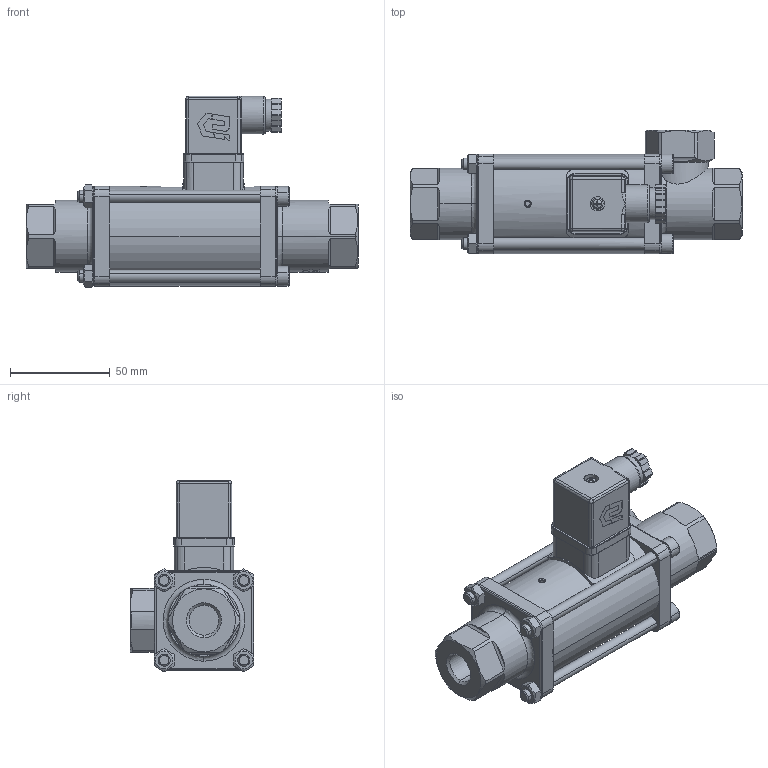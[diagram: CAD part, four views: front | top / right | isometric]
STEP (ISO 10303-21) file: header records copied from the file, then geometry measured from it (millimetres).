
FILE_DESCRIPTION(('HOOPS Exchange Step'),'2;1');
FILE_NAME('CV03-DN10-G38-NC.stp','2026-03-11T16:24:06+01:00',('nieru'),('Unknown organisation'),'HOOPS Exchange 2024.2','HOOPS Exchange','Unknown authorisation');
FILE_SCHEMA( ('AP203_CONFIGURATION_CONTROLLED_3D_DESIGN_OF_MECHANICAL_PARTS_AND_ASSEMBLIES_MIM_LF') );
Length unit declared in the file: millimetre
Products named in the file (2): 0; root
Assembly tree (1 placements, depth 2):
  root
    0
Bounding box: 166.5 x 62 x 95.97 mm (x, y, z)
Volume: 322371.1 mm3; surface area: 50247.7 mm2
Topology: 1 solids, 1 shells, 759 faces, 2050 edges, 1320 vertices
Faces by surface type: plane 359, cylinder 189, bspline 93, cone 66, torus 44, sphere 8
Full cylindrical faces by diameter (mm): 7.2 x1, 16 x1, 18.9 x1
Entity records: 64907 total; most frequent: CARTESIAN_POINT 47618, ORIENTED_EDGE 4066, DIRECTION 2646, EDGE_CURVE 2033, VERTEX_POINT 1320, AXIS2_PLACEMENT_3D 897, VECTOR 852, LINE 852
